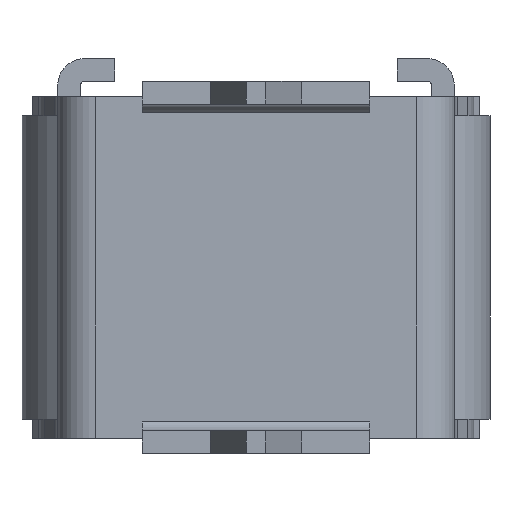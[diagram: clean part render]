
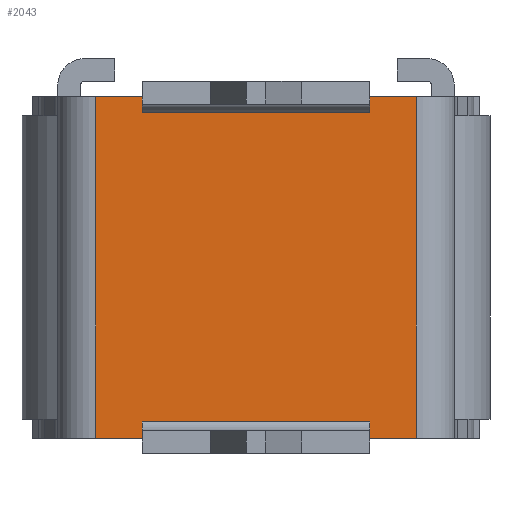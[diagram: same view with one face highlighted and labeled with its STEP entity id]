
A CAD part, front view. The second image highlights one B-rep face of the part: STEP entity #2043.
In plain terms, the highlighted planar face has unit normal (0, -1, 0).
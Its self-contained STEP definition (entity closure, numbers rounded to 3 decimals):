
#29 = CARTESIAN_POINT ( 'NONE',  ( -1.5, -4.3, 2.25 ) ) ;
#41 = FACE_OUTER_BOUND ( 'NONE', #892, .T. ) ;
#97 = DIRECTION ( 'NONE',  ( -1., 0., 0. ) ) ;
#103 = EDGE_CURVE ( 'NONE', #3192, #2215, #1338, .T. ) ;
#161 = LINE ( 'NONE', #3017, #2596 ) ;
#191 = LINE ( 'NONE', #210, #2315 ) ;
#210 = CARTESIAN_POINT ( 'NONE',  ( 1.5, -4.3, 2.25 ) ) ;
#244 = ORIENTED_EDGE ( 'NONE', *, *, #3608, .T. ) ;
#252 = CARTESIAN_POINT ( 'NONE',  ( -2.111, -4.3, 2.25 ) ) ;
#255 = DIRECTION ( 'NONE',  ( 0., 0., -1. ) ) ;
#256 = VECTOR ( 'NONE', #1355, 1000. ) ;
#308 = DIRECTION ( 'NONE',  ( 0., 0., -1. ) ) ;
#322 = EDGE_CURVE ( 'NONE', #2779, #2991, #1631, .T. ) ;
#387 = CARTESIAN_POINT ( 'NONE',  ( 1.5, -4.3, 2.036 ) ) ;
#506 = LINE ( 'NONE', #1625, #538 ) ;
#538 = VECTOR ( 'NONE', #3300, 1000. ) ;
#549 = ORIENTED_EDGE ( 'NONE', *, *, #945, .F. ) ;
#570 = EDGE_CURVE ( 'NONE', #3100, #1175, #2914, .T. ) ;
#574 = LINE ( 'NONE', #1697, #1657 ) ;
#647 = DIRECTION ( 'NONE',  ( 0., 0., 1. ) ) ;
#683 = EDGE_CURVE ( 'NONE', #1375, #2215, #2930, .T. ) ;
#740 = CARTESIAN_POINT ( 'NONE',  ( -1.5, -4.3, -2.25 ) ) ;
#833 = ORIENTED_EDGE ( 'NONE', *, *, #322, .F. ) ;
#850 = VECTOR ( 'NONE', #1552, 1000. ) ;
#892 = EDGE_LOOP ( 'NONE', ( #833, #3536, #3021, #3631, #2382, #1313, #3546, #3598, #1393, #244, #1197, #549 ) ) ;
#893 = VERTEX_POINT ( 'NONE', #1467 ) ;
#938 = CARTESIAN_POINT ( 'NONE',  ( 1.5, -4.3, 2.036 ) ) ;
#945 = EDGE_CURVE ( 'NONE', #2991, #3470, #2146, .T. ) ;
#1175 = VERTEX_POINT ( 'NONE', #2702 ) ;
#1189 = VECTOR ( 'NONE', #308, 1000. ) ;
#1197 = ORIENTED_EDGE ( 'NONE', *, *, #3450, .T. ) ;
#1207 = CARTESIAN_POINT ( 'NONE',  ( -2.111, -4.3, 2.25 ) ) ;
#1239 = LINE ( 'NONE', #1207, #850 ) ;
#1313 = ORIENTED_EDGE ( 'NONE', *, *, #1896, .T. ) ;
#1324 = DIRECTION ( 'NONE',  ( 0., 0., -1. ) ) ;
#1338 = LINE ( 'NONE', #3627, #3694 ) ;
#1355 = DIRECTION ( 'NONE',  ( -1., 0., 0. ) ) ;
#1375 = VERTEX_POINT ( 'NONE', #938 ) ;
#1393 = ORIENTED_EDGE ( 'NONE', *, *, #1946, .F. ) ;
#1467 = CARTESIAN_POINT ( 'NONE',  ( 2.111, -4.3, 2.25 ) ) ;
#1552 = DIRECTION ( 'NONE',  ( 1., 0., 0. ) ) ;
#1591 = CARTESIAN_POINT ( 'NONE',  ( -2.111, -4.3, -2.25 ) ) ;
#1609 = EDGE_CURVE ( 'NONE', #2779, #3100, #191, .T. ) ;
#1625 = CARTESIAN_POINT ( 'NONE',  ( -2.111, -4.3, -2.25 ) ) ;
#1631 = LINE ( 'NONE', #2778, #256 ) ;
#1657 = VECTOR ( 'NONE', #2838, 1000. ) ;
#1697 = CARTESIAN_POINT ( 'NONE',  ( 2.111, -4.3, 2.25 ) ) ;
#1700 = LINE ( 'NONE', #2295, #3304 ) ;
#1758 = PLANE ( 'NONE',  #3121 ) ;
#1764 = EDGE_CURVE ( 'NONE', #2445, #893, #161, .T. ) ;
#1822 = DIRECTION ( 'NONE',  ( 0., 0., -1. ) ) ;
#1850 = CARTESIAN_POINT ( 'NONE',  ( 1.5, -4.3, 2.25 ) ) ;
#1884 = CARTESIAN_POINT ( 'NONE',  ( -2.111, -4.3, 2.25 ) ) ;
#1896 = EDGE_CURVE ( 'NONE', #2445, #1375, #1700, .T. ) ;
#1946 = EDGE_CURVE ( 'NONE', #3475, #3192, #1239, .T. ) ;
#2011 = CARTESIAN_POINT ( 'NONE',  ( 1.5, -4.3, -2.036 ) ) ;
#2043 = ADVANCED_FACE ( 'NONE', ( #41 ), #1758, .F. ) ;
#2146 = LINE ( 'NONE', #3603, #2650 ) ;
#2191 = CARTESIAN_POINT ( 'NONE',  ( -1.5, -4.3, -2.036 ) ) ;
#2215 = VERTEX_POINT ( 'NONE', #3622 ) ;
#2295 = CARTESIAN_POINT ( 'NONE',  ( 1.5, -4.3, 2.25 ) ) ;
#2315 = VECTOR ( 'NONE', #1324, 1000. ) ;
#2382 = ORIENTED_EDGE ( 'NONE', *, *, #1764, .F. ) ;
#2445 = VERTEX_POINT ( 'NONE', #1850 ) ;
#2477 = VECTOR ( 'NONE', #97, 1000. ) ;
#2596 = VECTOR ( 'NONE', #3589, 1000. ) ;
#2650 = VECTOR ( 'NONE', #1822, 1000. ) ;
#2652 = CARTESIAN_POINT ( 'NONE',  ( -2.111, -4.3, -2.25 ) ) ;
#2702 = CARTESIAN_POINT ( 'NONE',  ( 2.111, -4.3, -2.25 ) ) ;
#2747 = CARTESIAN_POINT ( 'NONE',  ( 1.5, -4.3, -2.25 ) ) ;
#2778 = CARTESIAN_POINT ( 'NONE',  ( 1.5, -4.3, -2.036 ) ) ;
#2779 = VERTEX_POINT ( 'NONE', #2011 ) ;
#2838 = DIRECTION ( 'NONE',  ( 0., 0., -1. ) ) ;
#2854 = LINE ( 'NONE', #252, #1189 ) ;
#2892 = CARTESIAN_POINT ( 'NONE',  ( -2.111, -4.3, 2.25 ) ) ;
#2898 = DIRECTION ( 'NONE',  ( 1., 0., 0. ) ) ;
#2914 = LINE ( 'NONE', #2652, #3550 ) ;
#2930 = LINE ( 'NONE', #387, #2477 ) ;
#2991 = VERTEX_POINT ( 'NONE', #2191 ) ;
#3017 = CARTESIAN_POINT ( 'NONE',  ( -2.111, -4.3, 2.25 ) ) ;
#3021 = ORIENTED_EDGE ( 'NONE', *, *, #570, .T. ) ;
#3100 = VERTEX_POINT ( 'NONE', #2747 ) ;
#3121 = AXIS2_PLACEMENT_3D ( 'NONE', #2892, #3195, #647 ) ;
#3192 = VERTEX_POINT ( 'NONE', #29 ) ;
#3195 = DIRECTION ( 'NONE',  ( 0., 1., 0. ) ) ;
#3289 = DIRECTION ( 'NONE',  ( 0., 0., -1. ) ) ;
#3300 = DIRECTION ( 'NONE',  ( 1., 0., 0. ) ) ;
#3304 = VECTOR ( 'NONE', #255, 1000. ) ;
#3448 = VERTEX_POINT ( 'NONE', #1591 ) ;
#3450 = EDGE_CURVE ( 'NONE', #3448, #3470, #506, .T. ) ;
#3470 = VERTEX_POINT ( 'NONE', #740 ) ;
#3475 = VERTEX_POINT ( 'NONE', #1884 ) ;
#3536 = ORIENTED_EDGE ( 'NONE', *, *, #1609, .T. ) ;
#3546 = ORIENTED_EDGE ( 'NONE', *, *, #683, .T. ) ;
#3550 = VECTOR ( 'NONE', #2898, 1000. ) ;
#3587 = EDGE_CURVE ( 'NONE', #893, #1175, #574, .T. ) ;
#3589 = DIRECTION ( 'NONE',  ( 1., 0., 0. ) ) ;
#3598 = ORIENTED_EDGE ( 'NONE', *, *, #103, .F. ) ;
#3603 = CARTESIAN_POINT ( 'NONE',  ( -1.5, -4.3, 2.25 ) ) ;
#3608 = EDGE_CURVE ( 'NONE', #3475, #3448, #2854, .T. ) ;
#3622 = CARTESIAN_POINT ( 'NONE',  ( -1.5, -4.3, 2.036 ) ) ;
#3627 = CARTESIAN_POINT ( 'NONE',  ( -1.5, -4.3, 2.25 ) ) ;
#3631 = ORIENTED_EDGE ( 'NONE', *, *, #3587, .F. ) ;
#3694 = VECTOR ( 'NONE', #3289, 1000. ) ;
